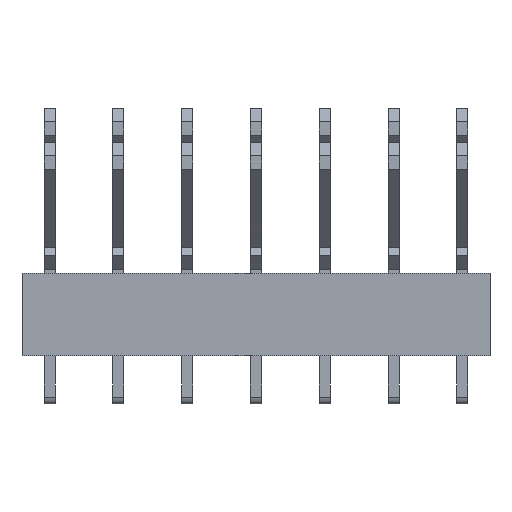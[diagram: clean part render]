
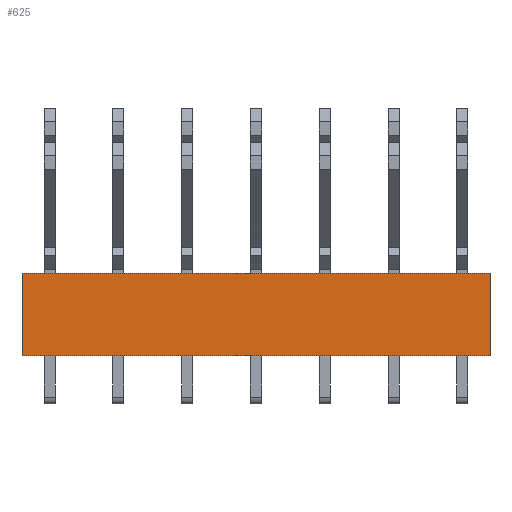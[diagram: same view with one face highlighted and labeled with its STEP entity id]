
A CAD part, front view. The second image highlights one B-rep face of the part: STEP entity #625.
In plain terms, the highlighted planar face has unit normal (0, -1, 0).
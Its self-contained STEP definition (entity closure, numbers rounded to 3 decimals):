
#612=AXIS2_PLACEMENT_3D('Plane Axis2P3D',#609,#610,#611) ;
#42=CARTESIAN_POINT('Vertex',(34.,5.212,3.5)) ;
#45=CARTESIAN_POINT('Line Origine',(17.,5.212,3.5)) ;
#49=CARTESIAN_POINT('Vertex',(0.,5.212,3.5)) ;
#552=CARTESIAN_POINT('Line Origine',(34.,5.212,6.5)) ;
#556=CARTESIAN_POINT('Vertex',(34.,5.212,9.5)) ;
#587=CARTESIAN_POINT('Vertex',(0.,5.212,9.5)) ;
#597=CARTESIAN_POINT('Line Origine',(0.,5.212,6.5)) ;
#609=CARTESIAN_POINT('Axis2P3D Location',(0.,5.212,9.5)) ;
#614=CARTESIAN_POINT('Line Origine',(17.,5.212,9.5)) ;
#46=DIRECTION('Vector Direction',(1.,0.,0.)) ;
#553=DIRECTION('Vector Direction',(0.,0.,-1.)) ;
#598=DIRECTION('Vector Direction',(0.,0.,-1.)) ;
#610=DIRECTION('Axis2P3D Direction',(0.,-1.,0.)) ;
#611=DIRECTION('Axis2P3D XDirection',(0.,0.,-1.)) ;
#615=DIRECTION('Vector Direction',(1.,0.,0.)) ;
#47=VECTOR('Line Direction',#46,1.) ;
#554=VECTOR('Line Direction',#553,1.) ;
#599=VECTOR('Line Direction',#598,1.) ;
#616=VECTOR('Line Direction',#615,1.) ;
#620=ORIENTED_EDGE('',*,*,#558,.T.) ;
#621=ORIENTED_EDGE('',*,*,#618,.F.) ;
#622=ORIENTED_EDGE('',*,*,#601,.F.) ;
#623=ORIENTED_EDGE('',*,*,#51,.T.) ;
#625=ADVANCED_FACE('_PCF 5.00/07/135 3.5 OR 9511840000',(#624),#613,.T.) ;
#51=EDGE_CURVE('',#50,#43,#48,.T.) ;
#558=EDGE_CURVE('',#43,#557,#555,.F.) ;
#601=EDGE_CURVE('',#50,#588,#600,.F.) ;
#618=EDGE_CURVE('',#588,#557,#617,.T.) ;
#619=EDGE_LOOP('',(#620,#621,#622,#623)) ;
#624=FACE_OUTER_BOUND('',#619,.T.) ;
#48=LINE('Line',#45,#47) ;
#555=LINE('Line',#552,#554) ;
#600=LINE('Line',#597,#599) ;
#617=LINE('Line',#614,#616) ;
#613=PLANE('',#612) ;
#43=VERTEX_POINT('',#42) ;
#50=VERTEX_POINT('',#49) ;
#557=VERTEX_POINT('',#556) ;
#588=VERTEX_POINT('',#587) ;
